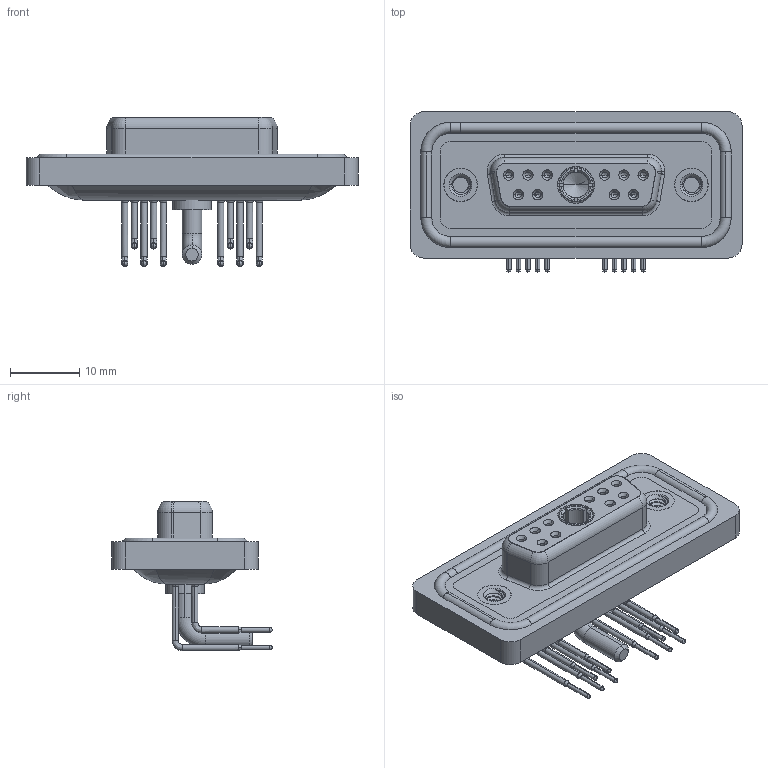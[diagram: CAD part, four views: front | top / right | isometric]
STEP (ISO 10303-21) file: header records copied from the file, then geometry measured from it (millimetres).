
FILE_DESCRIPTION (( 'STEP AP203' ), '1' );
FILE_NAME ('630W11W1340-2N2.STEP', '2024-04-12T00:00:15', ( '' ), ( '' ), 'SwSTEP 2.0', 'SolidWorks 2023', '' );
FILE_SCHEMA (( 'CONFIG_CONTROL_DESIGN' ));
Length unit declared in the file: millimetre
Products named in the file (9): Power Socket_20A RA; 630Combo Threaded Rivet_2; 630Combo Waterproof Housing_15 Contacts; 630Combo Housing_11W1; 630Combo Shell Rear_15 Contacts; 630Combo Contact Row 1_50 Contacts; 630Combo Shell Front_15 Contacts; 630Combo Contact Row 2_50 Contacts; 630W11W1340-2N2
Assembly tree (17 placements, depth 2):
  630W11W1340-2N2
    630Combo Housing_11W1
    630Combo Shell Front_15 Contacts
    630Combo Shell Rear_15 Contacts
    630Combo Threaded Rivet_2  x2
    Power Socket_20A RA
    630Combo Contact Row 1_50 Contacts  x6
    630Combo Contact Row 2_50 Contacts  x4
    630Combo Waterproof Housing_15 Contacts
Bounding box: 47.9 x 23.12 x 21.53 mm (x, y, z)
Volume: 6217.5 mm3; surface area: 10470.6 mm2
Topology: 19 solids, 19 shells, 994 faces, 2513 edges, 1581 vertices
Faces by surface type: cylinder 443, plane 284, cone 139, torus 77, bspline 51
Entity records: 22282 total; most frequent: CARTESIAN_POINT 5606, DIRECTION 3468, ORIENTED_EDGE 3120, EDGE_CURVE 1560, AXIS2_PLACEMENT_3D 1412, VERTEX_POINT 993, CIRCLE 767, EDGE_LOOP 733
